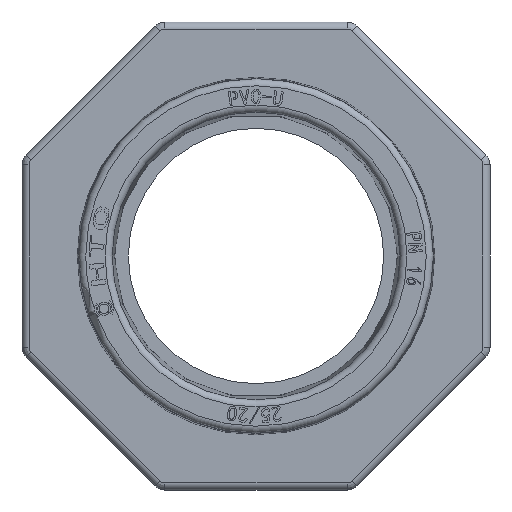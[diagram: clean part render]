
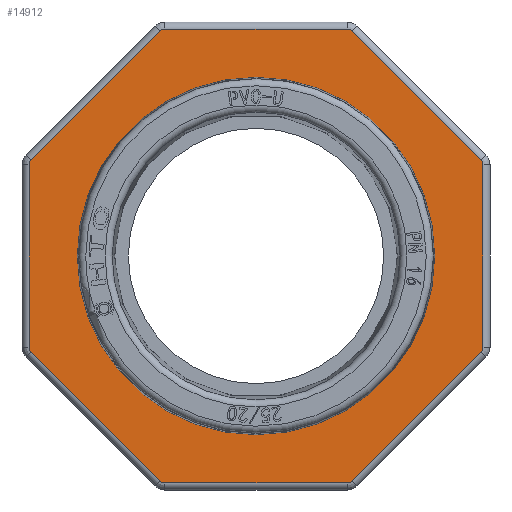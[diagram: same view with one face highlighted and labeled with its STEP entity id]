
A CAD part, front view. The second image highlights one B-rep face of the part: STEP entity #14912.
In plain terms, the highlighted planar face has unit normal (0, -1, 0).
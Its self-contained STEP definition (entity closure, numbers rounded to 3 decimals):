
#72=FACE_BOUND('',#1638,.T.);
#97=PLANE('',#15746);
#825=FACE_OUTER_BOUND('',#1637,.T.);
#1637=EDGE_LOOP('',(#11087,#11088,#11089,#11090,#11091,#11092,#11093,#11094,
#11095,#11096,#11097,#11098,#11099,#11100,#11101,#11102));
#1638=EDGE_LOOP('',(#11103));
#2427=CIRCLE('',#15747,0.5);
#2428=CIRCLE('',#15748,0.5);
#2429=CIRCLE('',#15749,0.5);
#2430=CIRCLE('',#15750,0.5);
#2431=CIRCLE('',#15751,0.5);
#2432=CIRCLE('',#15752,0.5);
#2433=CIRCLE('',#15753,0.5);
#2434=CIRCLE('',#15754,0.5);
#2435=CIRCLE('',#15755,12.6);
#3120=LINE('',#26015,#5176);
#3121=LINE('',#26019,#5177);
#3122=LINE('',#26023,#5178);
#3123=LINE('',#26027,#5179);
#3124=LINE('',#26031,#5180);
#3125=LINE('',#26035,#5181);
#3126=LINE('',#26039,#5182);
#3127=LINE('',#26043,#5183);
#5176=VECTOR('',#17260,1.);
#5177=VECTOR('',#17263,1.);
#5178=VECTOR('',#17266,1.);
#5179=VECTOR('',#17269,1.);
#5180=VECTOR('',#17272,1.);
#5181=VECTOR('',#17275,1.);
#5182=VECTOR('',#17278,1.);
#5183=VECTOR('',#17281,1.);
#7283=VERTEX_POINT('',#26013);
#7284=VERTEX_POINT('',#26014);
#7285=VERTEX_POINT('',#26016);
#7286=VERTEX_POINT('',#26018);
#7287=VERTEX_POINT('',#26020);
#7288=VERTEX_POINT('',#26022);
#7289=VERTEX_POINT('',#26024);
#7290=VERTEX_POINT('',#26026);
#7291=VERTEX_POINT('',#26028);
#7292=VERTEX_POINT('',#26030);
#7293=VERTEX_POINT('',#26032);
#7294=VERTEX_POINT('',#26034);
#7295=VERTEX_POINT('',#26036);
#7296=VERTEX_POINT('',#26038);
#7297=VERTEX_POINT('',#26040);
#7298=VERTEX_POINT('',#26042);
#7299=VERTEX_POINT('',#26045);
#8781=EDGE_CURVE('',#7283,#7284,#3120,.T.);
#8782=EDGE_CURVE('',#7284,#7285,#2427,.T.);
#8783=EDGE_CURVE('',#7285,#7286,#3121,.T.);
#8784=EDGE_CURVE('',#7286,#7287,#2428,.T.);
#8785=EDGE_CURVE('',#7287,#7288,#3122,.T.);
#8786=EDGE_CURVE('',#7288,#7289,#2429,.T.);
#8787=EDGE_CURVE('',#7289,#7290,#3123,.T.);
#8788=EDGE_CURVE('',#7290,#7291,#2430,.T.);
#8789=EDGE_CURVE('',#7291,#7292,#3124,.T.);
#8790=EDGE_CURVE('',#7292,#7293,#2431,.T.);
#8791=EDGE_CURVE('',#7293,#7294,#3125,.T.);
#8792=EDGE_CURVE('',#7294,#7295,#2432,.T.);
#8793=EDGE_CURVE('',#7295,#7296,#3126,.T.);
#8794=EDGE_CURVE('',#7296,#7297,#2433,.T.);
#8795=EDGE_CURVE('',#7297,#7298,#3127,.T.);
#8796=EDGE_CURVE('',#7298,#7283,#2434,.T.);
#8797=EDGE_CURVE('',#7299,#7299,#2435,.T.);
#11087=ORIENTED_EDGE('',*,*,#8781,.T.);
#11088=ORIENTED_EDGE('',*,*,#8782,.T.);
#11089=ORIENTED_EDGE('',*,*,#8783,.T.);
#11090=ORIENTED_EDGE('',*,*,#8784,.T.);
#11091=ORIENTED_EDGE('',*,*,#8785,.T.);
#11092=ORIENTED_EDGE('',*,*,#8786,.T.);
#11093=ORIENTED_EDGE('',*,*,#8787,.T.);
#11094=ORIENTED_EDGE('',*,*,#8788,.T.);
#11095=ORIENTED_EDGE('',*,*,#8789,.T.);
#11096=ORIENTED_EDGE('',*,*,#8790,.T.);
#11097=ORIENTED_EDGE('',*,*,#8791,.T.);
#11098=ORIENTED_EDGE('',*,*,#8792,.T.);
#11099=ORIENTED_EDGE('',*,*,#8793,.T.);
#11100=ORIENTED_EDGE('',*,*,#8794,.T.);
#11101=ORIENTED_EDGE('',*,*,#8795,.T.);
#11102=ORIENTED_EDGE('',*,*,#8796,.T.);
#11103=ORIENTED_EDGE('',*,*,#8797,.F.);
#14912=ADVANCED_FACE('',(#825,#72),#97,.T.);
#15746=AXIS2_PLACEMENT_3D('',#26012,#17258,#17259);
#15747=AXIS2_PLACEMENT_3D('',#26017,#17261,#17262);
#15748=AXIS2_PLACEMENT_3D('',#26021,#17264,#17265);
#15749=AXIS2_PLACEMENT_3D('',#26025,#17267,#17268);
#15750=AXIS2_PLACEMENT_3D('',#26029,#17270,#17271);
#15751=AXIS2_PLACEMENT_3D('',#26033,#17273,#17274);
#15752=AXIS2_PLACEMENT_3D('',#26037,#17276,#17277);
#15753=AXIS2_PLACEMENT_3D('',#26041,#17279,#17280);
#15754=AXIS2_PLACEMENT_3D('',#26044,#17282,#17283);
#15755=AXIS2_PLACEMENT_3D('',#26046,#17284,#17285);
#17258=DIRECTION('center_axis',(0.,-1.,0.));
#17259=DIRECTION('ref_axis',(1.,0.,0.));
#17260=DIRECTION('',(1.,0.,0.));
#17261=DIRECTION('center_axis',(0.,-1.,0.));
#17262=DIRECTION('ref_axis',(1.,0.,0.));
#17263=DIRECTION('',(0.707,0.,0.707));
#17264=DIRECTION('center_axis',(0.,-1.,0.));
#17265=DIRECTION('ref_axis',(1.,0.,0.));
#17266=DIRECTION('',(0.,0.,1.));
#17267=DIRECTION('center_axis',(0.,-1.,0.));
#17268=DIRECTION('ref_axis',(1.,0.,0.));
#17269=DIRECTION('',(-0.707,0.,0.707));
#17270=DIRECTION('center_axis',(0.,-1.,0.));
#17271=DIRECTION('ref_axis',(1.,0.,0.));
#17272=DIRECTION('',(-1.,0.,0.));
#17273=DIRECTION('center_axis',(0.,-1.,0.));
#17274=DIRECTION('ref_axis',(1.,0.,0.));
#17275=DIRECTION('',(-0.707,0.,-0.707));
#17276=DIRECTION('center_axis',(0.,-1.,0.));
#17277=DIRECTION('ref_axis',(1.,0.,0.));
#17278=DIRECTION('',(0.,0.,-1.));
#17279=DIRECTION('center_axis',(0.,-1.,0.));
#17280=DIRECTION('ref_axis',(1.,0.,0.));
#17281=DIRECTION('',(0.707,0.,-0.707));
#17282=DIRECTION('center_axis',(0.,-1.,0.));
#17283=DIRECTION('ref_axis',(1.,0.,0.));
#17284=DIRECTION('center_axis',(0.,-1.,0.));
#17285=DIRECTION('ref_axis',(1.,0.,0.));
#26012=CARTESIAN_POINT('Origin',(0.,-21.,0.));
#26013=CARTESIAN_POINT('',(-6.42,-21.,-16.));
#26014=CARTESIAN_POINT('',(6.42,-21.,-16.));
#26015=CARTESIAN_POINT('',(0.,-21.,-16.));
#26016=CARTESIAN_POINT('',(6.774,-21.,-15.854));
#26017=CARTESIAN_POINT('Origin',(6.42,-21.,-15.5));
#26018=CARTESIAN_POINT('',(15.854,-21.,-6.774));
#26019=CARTESIAN_POINT('',(11.314,-21.,-11.314));
#26020=CARTESIAN_POINT('',(16.,-21.,-6.42));
#26021=CARTESIAN_POINT('Origin',(15.5,-21.,-6.42));
#26022=CARTESIAN_POINT('',(16.,-21.,6.42));
#26023=CARTESIAN_POINT('',(16.,-21.,0.));
#26024=CARTESIAN_POINT('',(15.854,-21.,6.774));
#26025=CARTESIAN_POINT('Origin',(15.5,-21.,6.42));
#26026=CARTESIAN_POINT('',(6.774,-21.,15.854));
#26027=CARTESIAN_POINT('',(11.314,-21.,11.314));
#26028=CARTESIAN_POINT('',(6.42,-21.,16.));
#26029=CARTESIAN_POINT('Origin',(6.42,-21.,15.5));
#26030=CARTESIAN_POINT('',(-6.42,-21.,16.));
#26031=CARTESIAN_POINT('',(0.,-21.,16.));
#26032=CARTESIAN_POINT('',(-6.774,-21.,15.854));
#26033=CARTESIAN_POINT('Origin',(-6.42,-21.,15.5));
#26034=CARTESIAN_POINT('',(-15.854,-21.,6.774));
#26035=CARTESIAN_POINT('',(-11.314,-21.,11.314));
#26036=CARTESIAN_POINT('',(-16.,-21.,6.42));
#26037=CARTESIAN_POINT('Origin',(-15.5,-21.,6.42));
#26038=CARTESIAN_POINT('',(-16.,-21.,-6.42));
#26039=CARTESIAN_POINT('',(-16.,-21.,0.));
#26040=CARTESIAN_POINT('',(-15.854,-21.,-6.774));
#26041=CARTESIAN_POINT('Origin',(-15.5,-21.,-6.42));
#26042=CARTESIAN_POINT('',(-6.774,-21.,-15.854));
#26043=CARTESIAN_POINT('',(-11.314,-21.,-11.314));
#26044=CARTESIAN_POINT('Origin',(-6.42,-21.,-15.5));
#26045=CARTESIAN_POINT('',(12.6,-21.,0.));
#26046=CARTESIAN_POINT('Origin',(0.,-21.,0.));
